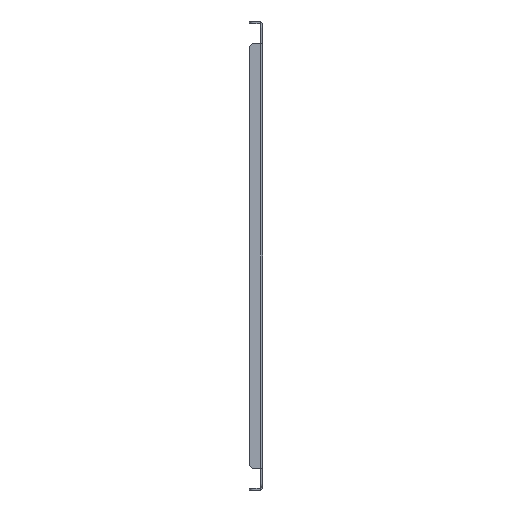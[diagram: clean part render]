
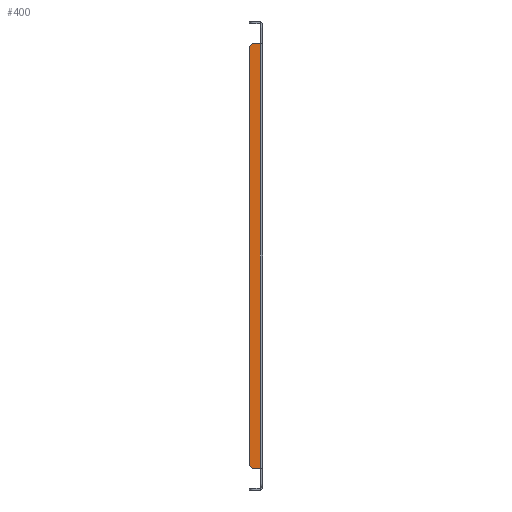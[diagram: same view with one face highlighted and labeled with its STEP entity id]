
A CAD part, left-side view. The second image highlights one B-rep face of the part: STEP entity #400.
In plain terms, the highlighted planar face has unit normal (-1, 0, 0).
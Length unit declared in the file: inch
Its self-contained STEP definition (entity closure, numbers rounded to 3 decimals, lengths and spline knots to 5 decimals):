
#15 = EDGE_CURVE ( 'NONE', #1331, #644, #1081, .T. ) ;
#35 = DIRECTION ( 'NONE',  ( 0., -1., 0. ) ) ;
#72 = DIRECTION ( 'NONE',  ( 0., 0., -1. ) ) ;
#151 = LINE ( 'NONE', #2491, #765 ) ;
#203 = PLANE ( 'NONE',  #1088 ) ;
#266 = VERTEX_POINT ( 'NONE', #2470 ) ;
#381 = DIRECTION ( 'NONE',  ( 0., -1., 0. ) ) ;
#400 = ADVANCED_FACE ( 'NONE', ( #1898 ), #203, .T. ) ;
#620 = EDGE_LOOP ( 'NONE', ( #1089, #861, #2010, #2329, #2396, #2155 ) ) ;
#644 = VERTEX_POINT ( 'NONE', #2263 ) ;
#732 = VERTEX_POINT ( 'NONE', #2317 ) ;
#763 = VECTOR ( 'NONE', #881, 39.37008 ) ;
#765 = VECTOR ( 'NONE', #1399, 39.37008 ) ;
#834 = CIRCLE ( 'NONE', #1498, 0.25 ) ;
#861 = ORIENTED_EDGE ( 'NONE', *, *, #2505, .T. ) ;
#881 = DIRECTION ( 'NONE',  ( 0., 1., 0. ) ) ;
#905 = CARTESIAN_POINT ( 'NONE',  ( -16.5, 0.5, 11.99842 ) ) ;
#913 = CIRCLE ( 'NONE', #1693, 0.25 ) ;
#934 = DIRECTION ( 'NONE',  ( 0., 0., 1. ) ) ;
#1042 = EDGE_CURVE ( 'NONE', #732, #644, #151, .T. ) ;
#1081 = LINE ( 'NONE', #1949, #1383 ) ;
#1088 = AXIS2_PLACEMENT_3D ( 'NONE', #1461, #2513, #381 ) ;
#1089 = ORIENTED_EDGE ( 'NONE', *, *, #1459, .T. ) ;
#1125 = CARTESIAN_POINT ( 'NONE',  ( -16.5, 0.75, -13.375 ) ) ;
#1242 = CARTESIAN_POINT ( 'NONE',  ( -16.5, 0.5, -12.24842 ) ) ;
#1290 = VECTOR ( 'NONE', #72, 39.37008 ) ;
#1331 = VERTEX_POINT ( 'NONE', #1242 ) ;
#1383 = VECTOR ( 'NONE', #35, 39.37008 ) ;
#1399 = DIRECTION ( 'NONE',  ( 0., 0., -1. ) ) ;
#1459 = EDGE_CURVE ( 'NONE', #732, #266, #2251, .T. ) ;
#1461 = CARTESIAN_POINT ( 'NONE',  ( -16.5, 0.09379, -13.375 ) ) ;
#1484 = EDGE_CURVE ( 'NONE', #1876, #2071, #2487, .T. ) ;
#1498 = AXIS2_PLACEMENT_3D ( 'NONE', #2657, #2458, #934 ) ;
#1541 = DIRECTION ( 'NONE',  ( 0., 0., 1. ) ) ;
#1544 = EDGE_CURVE ( 'NONE', #2071, #1331, #834, .T. ) ;
#1554 = DIRECTION ( 'NONE',  ( -1., 0., 0. ) ) ;
#1672 = CARTESIAN_POINT ( 'NONE',  ( -16.5, 0.75, 11.99842 ) ) ;
#1693 = AXIS2_PLACEMENT_3D ( 'NONE', #905, #1554, #1541 ) ;
#1876 = VERTEX_POINT ( 'NONE', #1672 ) ;
#1898 = FACE_OUTER_BOUND ( 'NONE', #620, .T. ) ;
#1949 = CARTESIAN_POINT ( 'NONE',  ( -16.5, 0.125, -12.24842 ) ) ;
#1987 = CARTESIAN_POINT ( 'NONE',  ( -16.5, 0.125, 12.24842 ) ) ;
#2010 = ORIENTED_EDGE ( 'NONE', *, *, #1484, .T. ) ;
#2071 = VERTEX_POINT ( 'NONE', #2607 ) ;
#2155 = ORIENTED_EDGE ( 'NONE', *, *, #1042, .F. ) ;
#2251 = LINE ( 'NONE', #1987, #763 ) ;
#2263 = CARTESIAN_POINT ( 'NONE',  ( -16.5, 0.125, -12.24842 ) ) ;
#2317 = CARTESIAN_POINT ( 'NONE',  ( -16.5, 0.125, 12.24842 ) ) ;
#2329 = ORIENTED_EDGE ( 'NONE', *, *, #1544, .T. ) ;
#2396 = ORIENTED_EDGE ( 'NONE', *, *, #15, .T. ) ;
#2458 = DIRECTION ( 'NONE',  ( -1., 0., 0. ) ) ;
#2470 = CARTESIAN_POINT ( 'NONE',  ( -16.5, 0.5, 12.24842 ) ) ;
#2487 = LINE ( 'NONE', #1125, #1290 ) ;
#2491 = CARTESIAN_POINT ( 'NONE',  ( -16.5, 0.125, 12.24842 ) ) ;
#2505 = EDGE_CURVE ( 'NONE', #266, #1876, #913, .T. ) ;
#2513 = DIRECTION ( 'NONE',  ( -1., 0., 0. ) ) ;
#2607 = CARTESIAN_POINT ( 'NONE',  ( -16.5, 0.75, -11.99842 ) ) ;
#2657 = CARTESIAN_POINT ( 'NONE',  ( -16.5, 0.5, -11.99842 ) ) ;
